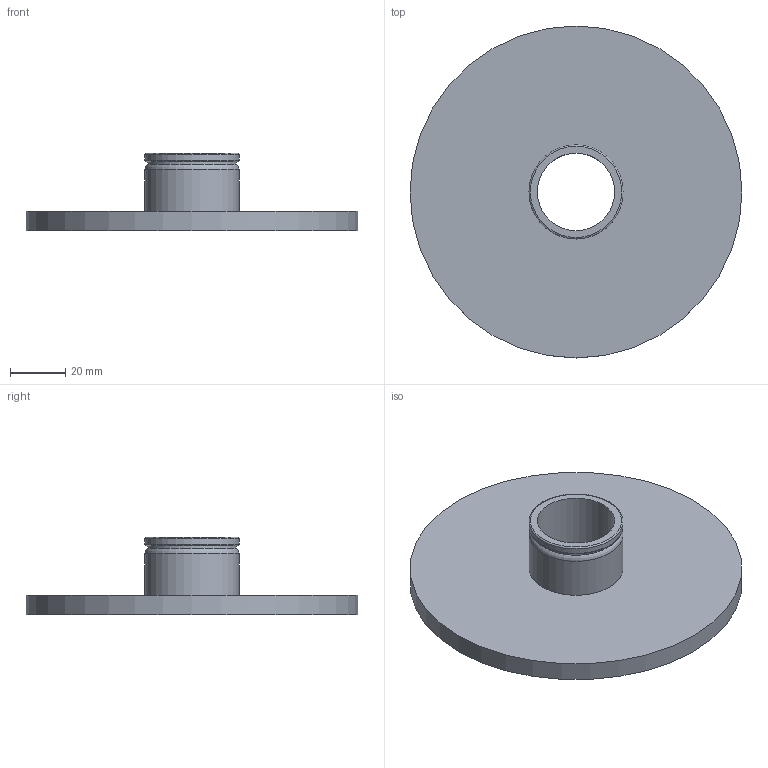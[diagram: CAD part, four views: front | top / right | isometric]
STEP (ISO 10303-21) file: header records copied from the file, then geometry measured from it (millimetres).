
FILE_DESCRIPTION(/* description */ (''),/* implementation_level */ '2;1');
FILE_NAME(/* name */ 'Base v3 v2.step',/* time_stamp */ '2023-06-15T21:21:59+02:00',/* author */ (''),/* organization */ (''),/* preprocessor_version */ 'ST-DEVELOPER v19.2',/* originating_system */ 'Autodesk Translation Framework v12.6.0.85',/* authorisation */ '');
FILE_SCHEMA (('AUTOMOTIVE_DESIGN { 1 0 10303 214 3 1 1 }'));
Length unit declared in the file: millimetre
Products named in the file (1): Base v3
Bounding box: 120 x 120 x 28 mm (x, y, z)
Volume: 80815.1 mm3; surface area: 28813.3 mm2
Topology: 1 solids, 1 shells, 12 faces, 20 edges, 12 vertices
Faces by surface type: cylinder 5, plane 4, torus 3
Full cylindrical faces by diameter (mm): 28 x1, 32 x1, 34 x2, 120 x1
Entity records: 324 total; most frequent: DIRECTION 61, CARTESIAN_POINT 45, ORIENTED_EDGE 40, AXIS2_PLACEMENT_3D 28, EDGE_CURVE 20, EDGE_LOOP 16, CIRCLE 15, FACE_OUTER_BOUND 12
